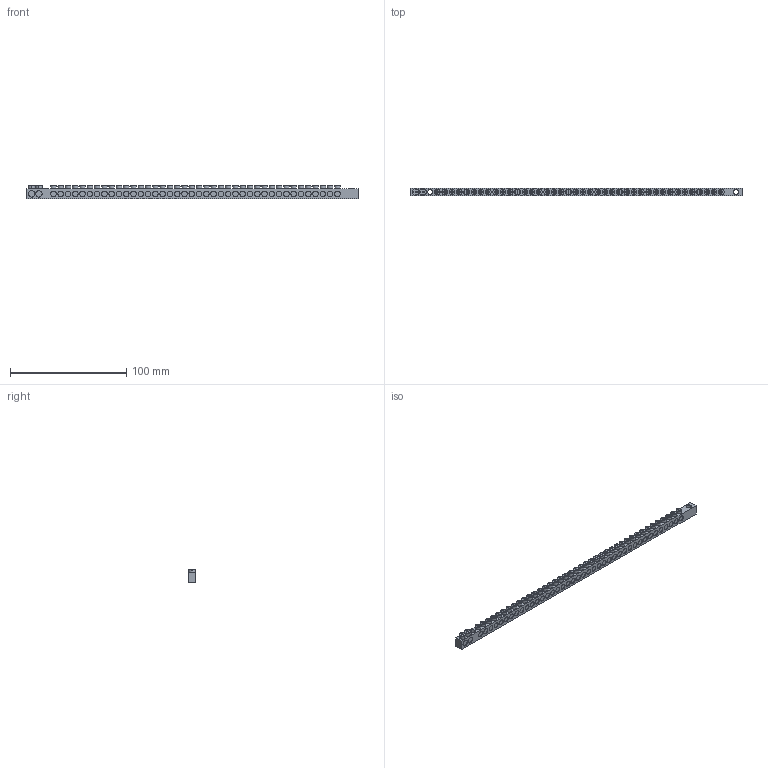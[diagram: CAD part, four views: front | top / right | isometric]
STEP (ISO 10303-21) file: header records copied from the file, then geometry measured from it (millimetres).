
FILE_DESCRIPTION (( 'STEP AP203' ), '1' );
FILE_NAME ('6,5x9 - 42 Delikli Pano Topraklama Klemensi.STEP', '2018-11-30T13:13:41', ( '' ), ( '' ), 'SwSTEP 2.0', 'SolidWorks 2011', '' );
FILE_SCHEMA (( 'CONFIG_CONTROL_DESIGN' ));
Length unit declared in the file: millimetre
Products named in the file (1): 6,5x9 - 42 Delikli Pano Topraklama Klemensi
Bounding box: 285 x 6.5 x 12 mm (x, y, z)
Volume: 17319.3 mm3; surface area: 11944.6 mm2
Topology: 1 solids, 1 shells, 892 faces, 2292 edges, 1528 vertices
Faces by surface type: plane 636, cylinder 256
Entity records: 27261 total; most frequent: CARTESIAN_POINT 5217, DIRECTION 4590, ORIENTED_EDGE 4584, EDGE_CURVE 2292, AXIS2_PLACEMENT_3D 1573, VERTEX_POINT 1528, LINE 1444, VECTOR 1444
